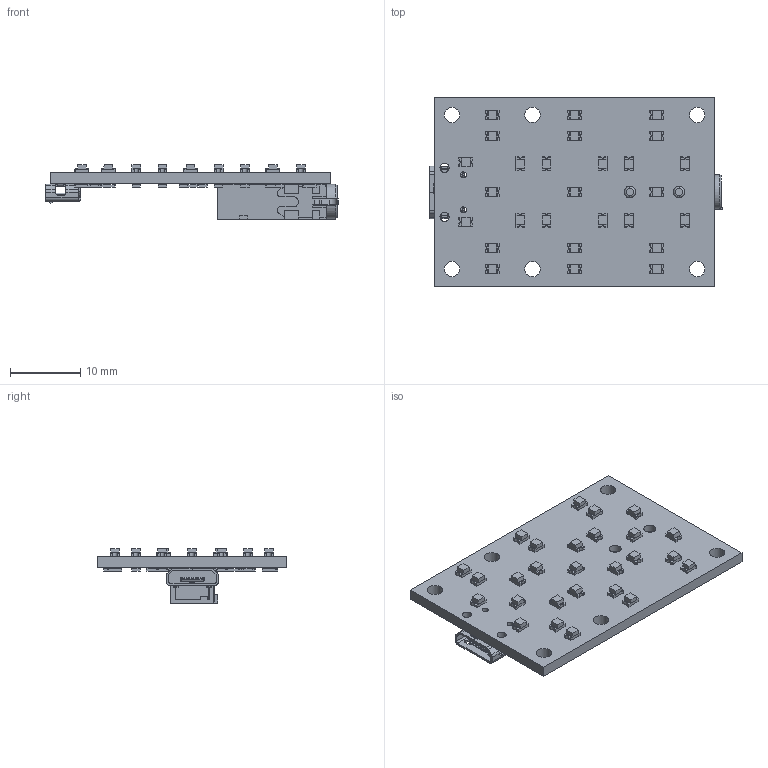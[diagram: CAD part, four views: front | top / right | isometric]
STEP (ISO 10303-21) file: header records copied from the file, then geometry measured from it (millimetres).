
FILE_DESCRIPTION(('KiCad electronic assembly'),'2;1');
FILE_NAME('POxiM-displaytester-May28th.stp','2020-05-28T18:11:33',( 'An Author'),('A Company'),'Open CASCADE STEP processor 6.9', 'KiCad to STEP converter','Unknown');
FILE_SCHEMA(('AUTOMOTIVE_DESIGN { 1 0 10303 214 1 1 1 1 }'));
Length unit declared in the file: millimetre
Products named in the file (10): Open CASCADE STEP translator 6.9 1; R_0805_2012Metric; SOLID; LED_0805_2012Metric_Castellated; CUI_DEVICES_SJ-43514-SMT-TR; 1050171001; COMPOUND
Assembly tree (61 placements, depth 3):
  Open CASCADE STEP translator 6.9 1
    R_0805_2012Metric  x27
      SOLID
    LED_0805_2012Metric_Castellated  x27
      SOLID
    CUI_DEVICES_SJ-43514-SMT-TR
      SOLID
    1050171001
      COMPOUND
    COMPOUND
Bounding box: 41.8 x 27 x 7.8 mm (x, y, z)
Volume: 2248.7 mm3; surface area: 3745 mm2
Topology: 57 solids, 57 shells, 2315 faces, 6386 edges, 4269 vertices
Faces by surface type: plane 1557, cylinder 747, torus 4, sphere 4, cone 3
Full cylindrical faces by diameter (mm): 0.85 x2, 1.3 x2, 1.7 x2, 2.2 x6
Entity records: 50539 total; most frequent: CARTESIAN_POINT 9784, DIRECTION 7400, LINE 5014, VECTOR 5014, ORIENTED_EDGE 3824, PCURVE 3824, DEFINITIONAL_REPRESENTATION 3824, EDGE_CURVE 1912
